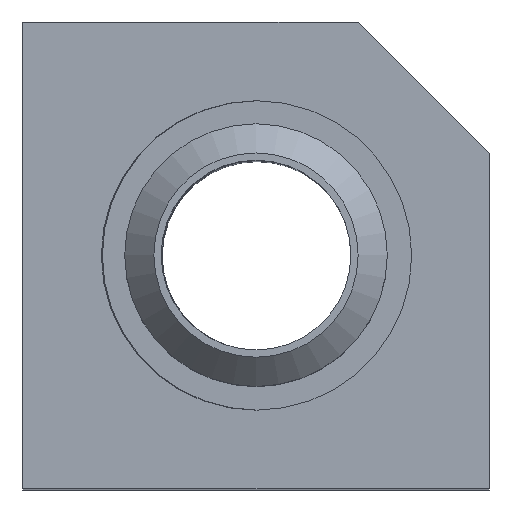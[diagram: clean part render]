
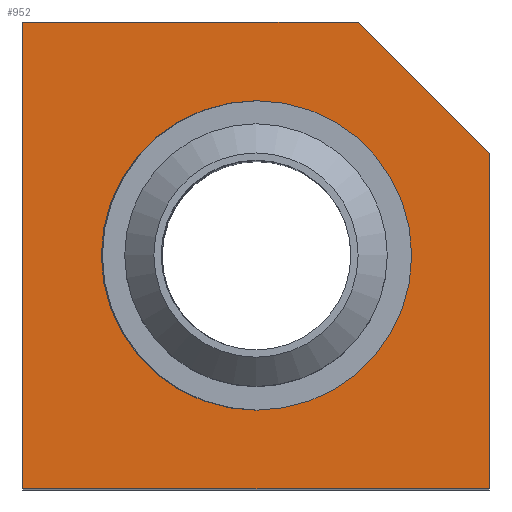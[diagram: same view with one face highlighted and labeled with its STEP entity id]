
A CAD part, top view. The second image highlights one B-rep face of the part: STEP entity #952.
In plain terms, the highlighted planar face has unit normal (0, 0, 1).
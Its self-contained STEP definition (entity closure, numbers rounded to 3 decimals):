
#755 = VERTEX_POINT('',#756);
#756 = CARTESIAN_POINT('',(-8.,-8.,20.));
#762 = EDGE_CURVE('',#755,#763,#765,.T.);
#763 = VERTEX_POINT('',#764);
#764 = CARTESIAN_POINT('',(8.,-8.,20.));
#765 = LINE('',#766,#767);
#766 = CARTESIAN_POINT('',(-8.,-8.,20.));
#767 = VECTOR('',#768,1.);
#768 = DIRECTION('',(1.,0.,0.));
#793 = EDGE_CURVE('',#763,#794,#796,.T.);
#794 = VERTEX_POINT('',#795);
#795 = CARTESIAN_POINT('',(8.,3.5,20.));
#796 = LINE('',#797,#798);
#797 = CARTESIAN_POINT('',(8.,-8.,20.));
#798 = VECTOR('',#799,1.);
#799 = DIRECTION('',(0.,1.,0.));
#824 = EDGE_CURVE('',#794,#825,#827,.T.);
#825 = VERTEX_POINT('',#826);
#826 = CARTESIAN_POINT('',(3.5,8.,20.));
#827 = LINE('',#828,#829);
#828 = CARTESIAN_POINT('',(8.,3.5,20.));
#829 = VECTOR('',#830,1.);
#830 = DIRECTION('',(-0.707,0.707,0.));
#855 = EDGE_CURVE('',#825,#856,#858,.T.);
#856 = VERTEX_POINT('',#857);
#857 = CARTESIAN_POINT('',(-8.,8.,20.));
#858 = LINE('',#859,#860);
#859 = CARTESIAN_POINT('',(3.5,8.,20.));
#860 = VECTOR('',#861,1.);
#861 = DIRECTION('',(-1.,0.,0.));
#886 = EDGE_CURVE('',#856,#755,#887,.T.);
#887 = LINE('',#888,#889);
#888 = CARTESIAN_POINT('',(-8.,8.,20.));
#889 = VECTOR('',#890,1.);
#890 = DIRECTION('',(0.,-1.,0.));
#910 = VERTEX_POINT('',#911);
#911 = CARTESIAN_POINT('',(5.3,0.,20.));
#917 = EDGE_CURVE('',#910,#910,#918,.T.);
#918 = CIRCLE('',#919,5.3);
#919 = AXIS2_PLACEMENT_3D('',#920,#921,#922);
#920 = CARTESIAN_POINT('',(0.,0.,20.));
#921 = DIRECTION('',(0.,0.,1.));
#922 = DIRECTION('',(1.,0.,0.));
#952 = ADVANCED_FACE('',(#953,#960),#963,.T.);
#953 = FACE_BOUND('',#954,.T.);
#954 = EDGE_LOOP('',(#955,#956,#957,#958,#959));
#955 = ORIENTED_EDGE('',*,*,#762,.T.);
#956 = ORIENTED_EDGE('',*,*,#793,.T.);
#957 = ORIENTED_EDGE('',*,*,#824,.T.);
#958 = ORIENTED_EDGE('',*,*,#855,.T.);
#959 = ORIENTED_EDGE('',*,*,#886,.T.);
#960 = FACE_BOUND('',#961,.F.);
#961 = EDGE_LOOP('',(#962));
#962 = ORIENTED_EDGE('',*,*,#917,.T.);
#963 = PLANE('',#964);
#964 = AXIS2_PLACEMENT_3D('',#965,#966,#967);
#965 = CARTESIAN_POINT('',(-0.284,-0.284,20.));
#966 = DIRECTION('',(0.,0.,1.));
#967 = DIRECTION('',(1.,0.,0.));
